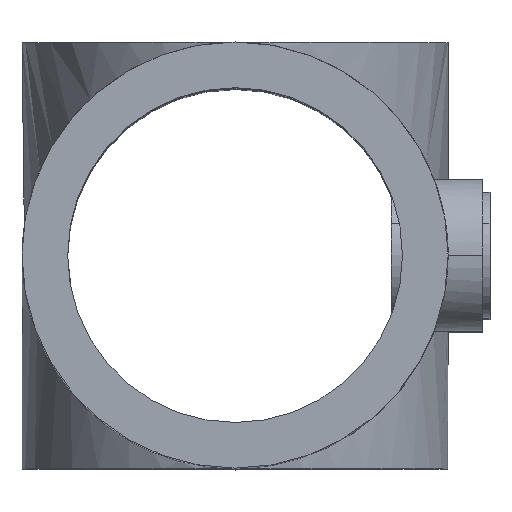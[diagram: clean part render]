
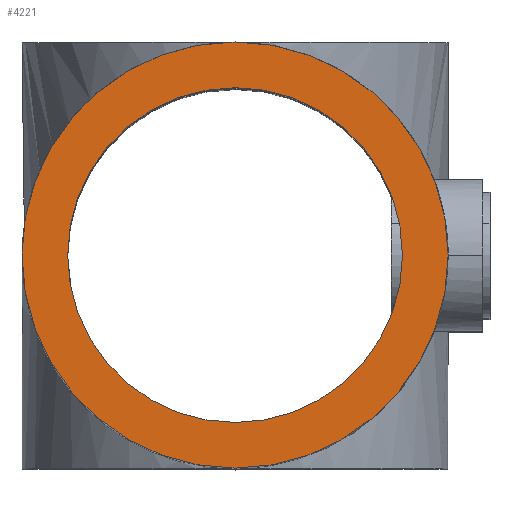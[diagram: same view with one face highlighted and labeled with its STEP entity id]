
A CAD part, top view. The second image highlights one B-rep face of the part: STEP entity #4221.
In plain terms, the highlighted planar face has unit normal (0, 0, 1).
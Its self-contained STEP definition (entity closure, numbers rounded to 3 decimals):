
#328 = AXIS2_PLACEMENT_3D ( 'NONE', #2456, #2438, #2436 ) ;
#492 = AXIS2_PLACEMENT_3D ( 'NONE', #3470, #3513, #3507 ) ;
#605 = CARTESIAN_POINT ( 'NONE',  ( 28., 0., 70. ) ) ;
#979 = EDGE_CURVE ( 'NONE', #4193, #1617, #3870, .T. ) ;
#1146 = CARTESIAN_POINT ( 'NONE',  ( -22., 0., 70. ) ) ;
#1332 = EDGE_CURVE ( 'NONE', #4906, #5287, #3758, .T. ) ;
#1506 = DIRECTION ( 'NONE',  ( 1., 0., 0. ) ) ;
#1520 = DIRECTION ( 'NONE',  ( 0., 0., 1. ) ) ;
#1527 = PLANE ( 'NONE',  #4937 ) ;
#1617 = VERTEX_POINT ( 'NONE', #605 ) ;
#1791 = CARTESIAN_POINT ( 'NONE',  ( 0., 0., 70. ) ) ;
#1854 = DIRECTION ( 'NONE',  ( 1., 0., 0. ) ) ;
#1877 = DIRECTION ( 'NONE',  ( 0., 0., 1. ) ) ;
#1901 = CARTESIAN_POINT ( 'NONE',  ( 0., 0., 70. ) ) ;
#1924 = CARTESIAN_POINT ( 'NONE',  ( -28., 0., 70. ) ) ;
#2436 = DIRECTION ( 'NONE',  ( 1., 0., 0. ) ) ;
#2438 = DIRECTION ( 'NONE',  ( 0., 0., 1. ) ) ;
#2456 = CARTESIAN_POINT ( 'NONE',  ( 0., 0., 70. ) ) ;
#2721 = FACE_OUTER_BOUND ( 'NONE', #5022, .T. ) ;
#2722 = CIRCLE ( 'NONE', #5009, 28. ) ;
#2810 = FACE_BOUND ( 'NONE', #4415, .T. ) ;
#2941 = CIRCLE ( 'NONE', #5244, 22. ) ;
#2943 = DIRECTION ( 'NONE',  ( 1., 0., 0. ) ) ;
#2945 = DIRECTION ( 'NONE',  ( 0., 0., 1. ) ) ;
#2951 = CARTESIAN_POINT ( 'NONE',  ( 0., 0., 70. ) ) ;
#3356 = EDGE_CURVE ( 'NONE', #5287, #4906, #2941, .T. ) ;
#3470 = CARTESIAN_POINT ( 'NONE',  ( 0., 0., 70. ) ) ;
#3507 = DIRECTION ( 'NONE',  ( 1., 0., 0. ) ) ;
#3513 = DIRECTION ( 'NONE',  ( 0., 0., 1. ) ) ;
#3758 = CIRCLE ( 'NONE', #328, 22. ) ;
#3870 = CIRCLE ( 'NONE', #492, 28. ) ;
#4170 = EDGE_CURVE ( 'NONE', #1617, #4193, #2722, .T. ) ;
#4193 = VERTEX_POINT ( 'NONE', #1924 ) ;
#4221 = ADVANCED_FACE ( 'NONE', ( #2810, #2721 ), #1527, .T. ) ;
#4415 = EDGE_LOOP ( 'NONE', ( #4741, #4784 ) ) ;
#4741 = ORIENTED_EDGE ( 'NONE', *, *, #3356, .F. ) ;
#4784 = ORIENTED_EDGE ( 'NONE', *, *, #1332, .F. ) ;
#4828 = ORIENTED_EDGE ( 'NONE', *, *, #979, .T. ) ;
#4862 = ORIENTED_EDGE ( 'NONE', *, *, #4170, .T. ) ;
#4885 = CARTESIAN_POINT ( 'NONE',  ( 22., 0., 70. ) ) ;
#4906 = VERTEX_POINT ( 'NONE', #4885 ) ;
#4937 = AXIS2_PLACEMENT_3D ( 'NONE', #1791, #1520, #1506 ) ;
#5009 = AXIS2_PLACEMENT_3D ( 'NONE', #1901, #1877, #1854 ) ;
#5022 = EDGE_LOOP ( 'NONE', ( #4828, #4862 ) ) ;
#5244 = AXIS2_PLACEMENT_3D ( 'NONE', #2951, #2945, #2943 ) ;
#5287 = VERTEX_POINT ( 'NONE', #1146 ) ;
